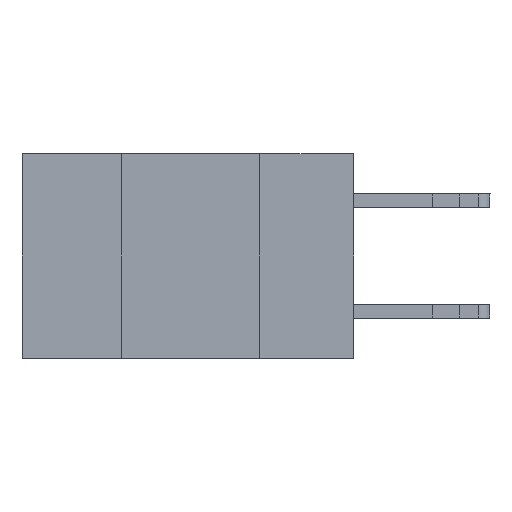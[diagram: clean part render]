
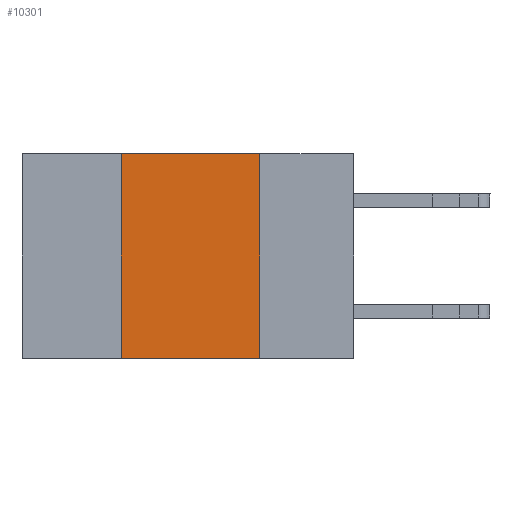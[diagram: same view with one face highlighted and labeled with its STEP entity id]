
A CAD part, left-side view. The second image highlights one B-rep face of the part: STEP entity #10301.
In plain terms, the highlighted planar face has unit normal (-1, 0, 0).
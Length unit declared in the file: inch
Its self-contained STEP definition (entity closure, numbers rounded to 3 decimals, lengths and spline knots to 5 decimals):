
#683 = VERTEX_POINT ( 'NONE', #30933 ) ;
#3049 = CARTESIAN_POINT ( 'NONE',  ( 0., 0.17, 0. ) ) ;
#3659 = LINE ( 'NONE', #16242, #32020 ) ;
#3719 = CARTESIAN_POINT ( 'NONE',  ( 0., 0.17, 0. ) ) ;
#3855 = VECTOR ( 'NONE', #8209, 39.37008 ) ;
#4859 = PLANE ( 'NONE',  #9471 ) ;
#5457 = CARTESIAN_POINT ( 'NONE',  ( 0., 0.42, -0.37 ) ) ;
#8174 = EDGE_LOOP ( 'NONE', ( #15390, #27524, #22001, #12319 ) ) ;
#8209 = DIRECTION ( 'NONE',  ( 0., 0., 1. ) ) ;
#9471 = AXIS2_PLACEMENT_3D ( 'NONE', #27062, #34794, #21422 ) ;
#10301 = ADVANCED_FACE ( 'NONE', ( #17828 ), #4859, .F. ) ;
#10507 = EDGE_CURVE ( 'NONE', #13192, #683, #26002, .T. ) ;
#12319 = ORIENTED_EDGE ( 'NONE', *, *, #17397, .T. ) ;
#13192 = VERTEX_POINT ( 'NONE', #3719 ) ;
#14034 = CARTESIAN_POINT ( 'NONE',  ( 0., 0.6, 0. ) ) ;
#15171 = EDGE_CURVE ( 'NONE', #15178, #13192, #17282, .T. ) ;
#15178 = VERTEX_POINT ( 'NONE', #33303 ) ;
#15390 = ORIENTED_EDGE ( 'NONE', *, *, #10507, .F. ) ;
#16242 = CARTESIAN_POINT ( 'NONE',  ( 0., 0.6, -0.37 ) ) ;
#16300 = LINE ( 'NONE', #24705, #3855 ) ;
#16536 = VECTOR ( 'NONE', #28272, 39.37008 ) ;
#17282 = LINE ( 'NONE', #14034, #31532 ) ;
#17397 = EDGE_CURVE ( 'NONE', #22308, #683, #3659, .T. ) ;
#17828 = FACE_OUTER_BOUND ( 'NONE', #8174, .T. ) ;
#21422 = DIRECTION ( 'NONE',  ( 0., 0., -1. ) ) ;
#21943 = DIRECTION ( 'NONE',  ( 0., -1., 0. ) ) ;
#22001 = ORIENTED_EDGE ( 'NONE', *, *, #26079, .F. ) ;
#22308 = VERTEX_POINT ( 'NONE', #5457 ) ;
#24705 = CARTESIAN_POINT ( 'NONE',  ( 0., 0.42, 0. ) ) ;
#26002 = LINE ( 'NONE', #3049, #16536 ) ;
#26079 = EDGE_CURVE ( 'NONE', #22308, #15178, #16300, .T. ) ;
#27062 = CARTESIAN_POINT ( 'NONE',  ( 0., 0.6, 0. ) ) ;
#27524 = ORIENTED_EDGE ( 'NONE', *, *, #15171, .F. ) ;
#28272 = DIRECTION ( 'NONE',  ( 0., 0., -1. ) ) ;
#30786 = DIRECTION ( 'NONE',  ( 0., -1., 0. ) ) ;
#30933 = CARTESIAN_POINT ( 'NONE',  ( 0., 0.17, -0.37 ) ) ;
#31532 = VECTOR ( 'NONE', #30786, 39.37008 ) ;
#32020 = VECTOR ( 'NONE', #21943, 39.37008 ) ;
#33303 = CARTESIAN_POINT ( 'NONE',  ( 0., 0.42, 0. ) ) ;
#34794 = DIRECTION ( 'NONE',  ( 1., 0., 0. ) ) ;
